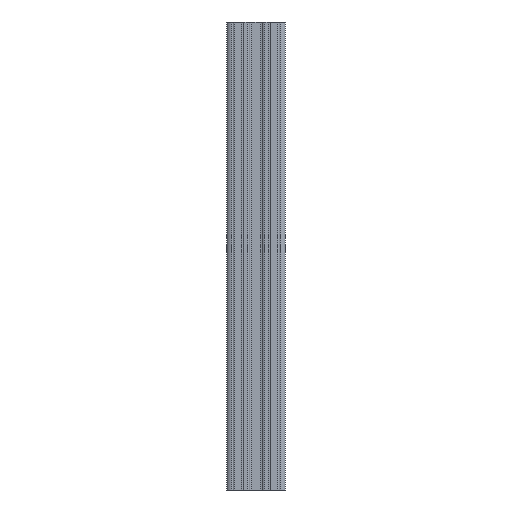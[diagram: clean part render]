
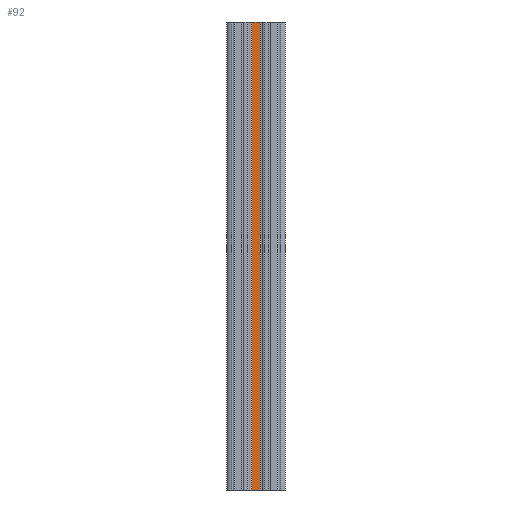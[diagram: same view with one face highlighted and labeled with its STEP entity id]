
A CAD part, front view. The second image highlights one B-rep face of the part: STEP entity #92.
In plain terms, the highlighted planar face has unit normal (0, -1, 0).
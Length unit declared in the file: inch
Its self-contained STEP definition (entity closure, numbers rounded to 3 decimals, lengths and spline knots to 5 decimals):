
#87 = EDGE_CURVE ( 'NONE', #4149, #4169, #1021, .T. ) ;
#92 = ADVANCED_FACE ( 'NONE', ( #967 ), #5676, .T. ) ;
#119 = EDGE_CURVE ( 'NONE', #4150, #4171, #3606, .T. ) ;
#171 = EDGE_CURVE ( 'NONE', #4149, #4150, #3610, .T. ) ;
#365 = EDGE_CURVE ( 'NONE', #4169, #4171, #5068, .T. ) ;
#610 = CARTESIAN_POINT ( 'NONE',  ( -0.10485, -0.266, 0. ) ) ;
#614 = CARTESIAN_POINT ( 'NONE',  ( -0.10485, -0.266, -12. ) ) ;
#626 = CARTESIAN_POINT ( 'NONE',  ( 0.10485, -0.266, -12. ) ) ;
#629 = CARTESIAN_POINT ( 'NONE',  ( 0.10485, -0.266, 0. ) ) ;
#967 = FACE_OUTER_BOUND ( 'NONE', #1698, .T. ) ;
#1021 = LINE ( 'NONE', #5563, #4481 ) ;
#1332 = VECTOR ( 'NONE', #5605, 39.37008 ) ;
#1351 = ORIENTED_EDGE ( 'NONE', *, *, #119, .F. ) ;
#1353 = ORIENTED_EDGE ( 'NONE', *, *, #87, .T. ) ;
#1355 = ORIENTED_EDGE ( 'NONE', *, *, #365, .T. ) ;
#1356 = ORIENTED_EDGE ( 'NONE', *, *, #171, .F. ) ;
#1698 = EDGE_LOOP ( 'NONE', ( #1351, #1356, #1353, #1355 ) ) ;
#2083 = CARTESIAN_POINT ( 'NONE',  ( 0.10485, -0.266, -12. ) ) ;
#2085 = DIRECTION ( 'NONE',  ( 0., 0., 1. ) ) ;
#2365 = VECTOR ( 'NONE', #2085, 39.37008 ) ;
#3091 = DIRECTION ( 'NONE',  ( 0., 0., 1. ) ) ;
#3092 = CARTESIAN_POINT ( 'NONE',  ( -0.10485, -0.266, -12. ) ) ;
#3606 = LINE ( 'NONE', #5604, #1332 ) ;
#3610 = LINE ( 'NONE', #3092, #5228 ) ;
#4149 = VERTEX_POINT ( 'NONE', #614 ) ;
#4150 = VERTEX_POINT ( 'NONE', #610 ) ;
#4169 = VERTEX_POINT ( 'NONE', #626 ) ;
#4171 = VERTEX_POINT ( 'NONE', #629 ) ;
#4481 = VECTOR ( 'NONE', #5562, 39.37008 ) ;
#4508 = AXIS2_PLACEMENT_3D ( 'NONE', #5675, #5674, #5673 ) ;
#5068 = LINE ( 'NONE', #2083, #2365 ) ;
#5228 = VECTOR ( 'NONE', #3091, 39.37008 ) ;
#5562 = DIRECTION ( 'NONE',  ( 1., 0., 0. ) ) ;
#5563 = CARTESIAN_POINT ( 'NONE',  ( -0.10485, -0.266, -12. ) ) ;
#5604 = CARTESIAN_POINT ( 'NONE',  ( -0.10485, -0.266, 0. ) ) ;
#5605 = DIRECTION ( 'NONE',  ( 1., 0., 0. ) ) ;
#5673 = DIRECTION ( 'NONE',  ( 1., 0., 0. ) ) ;
#5674 = DIRECTION ( 'NONE',  ( 0., -1., 0. ) ) ;
#5675 = CARTESIAN_POINT ( 'NONE',  ( -0.10485, -0.266, -12. ) ) ;
#5676 = PLANE ( 'NONE',  #4508 ) ;
